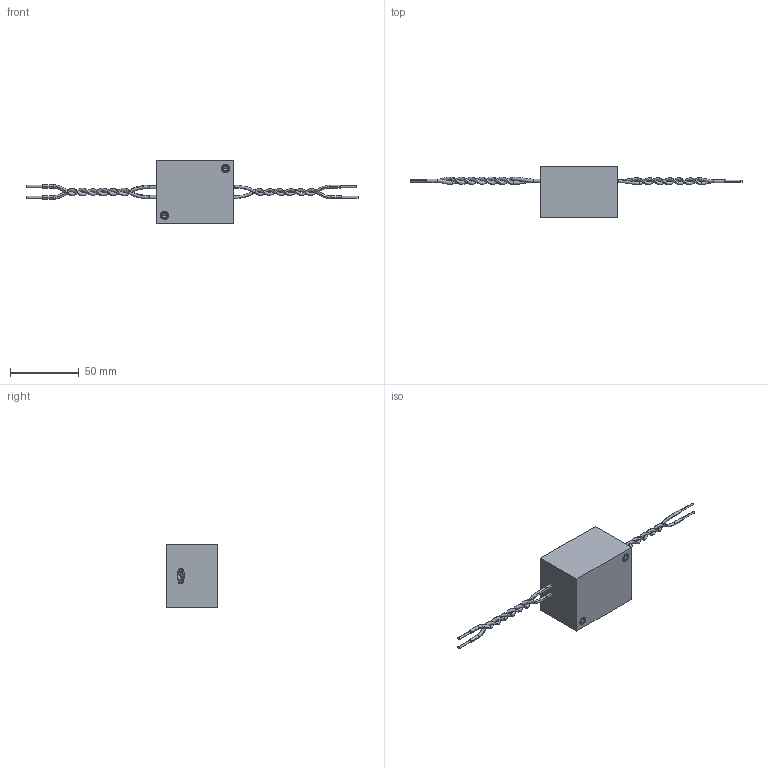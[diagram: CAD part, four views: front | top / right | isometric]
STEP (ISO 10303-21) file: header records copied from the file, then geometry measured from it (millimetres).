
FILE_DESCRIPTION((''),'2;1');
FILE_NAME('236954_ASM','2023-10-03T11:50:50',('banengservice'),('BANNER ENGINEERING'),'CREO PARAMETRIC BY PTC INC, 2022414','CREO PARAMETRIC BY PTC INC, 2022414','');
FILE_SCHEMA(('CONFIG_CONTROL_DESIGN'));
Length unit declared in the file: millimetre
Products named in the file (4): 236954_EP01; 236954_EP02; 236954_EP03; 236954_ASM
Assembly tree (5 placements, depth 2):
  236954_ASM
    236954_EP01
    236954_EP02  x2
    236954_EP03  x2
Bounding box: 242.14 x 37.34 x 46.48 mm (x, y, z)
Volume: 43896.3 mm3; surface area: 47570.6 mm2
Topology: 5 solids, 52 shells, 158 faces, 460 edges, 362 vertices
Faces by surface type: cylinder 59, plane 58, bspline 24, cone 16, extrusion 1
Entity records: 7012 total; most frequent: CARTESIAN_POINT 3495, DIRECTION 689, ORIENTED_EDGE 564, EDGE_CURVE 386, VERTEX_POINT 320, AXIS2_PLACEMENT_3D 234, VECTOR 221, LINE 220
